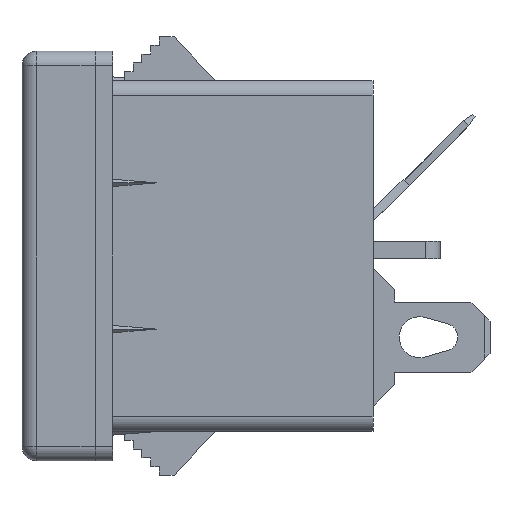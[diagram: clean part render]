
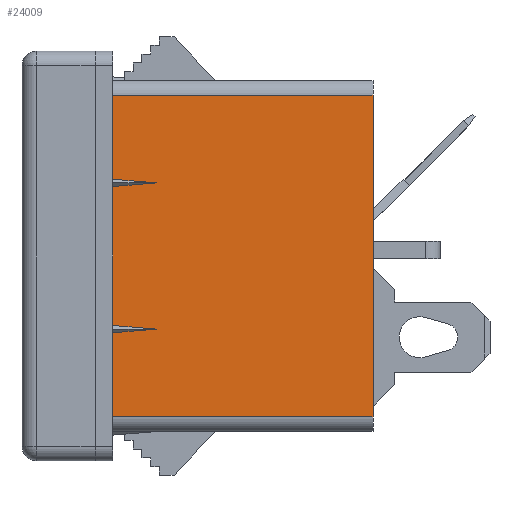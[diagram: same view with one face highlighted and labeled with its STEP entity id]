
A CAD part, left-side view. The second image highlights one B-rep face of the part: STEP entity #24009.
In plain terms, the highlighted planar face has unit normal (-1, 0, 0).
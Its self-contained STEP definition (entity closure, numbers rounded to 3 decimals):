
#135 = CARTESIAN_POINT ( 'NONE',  ( -12., 0., -5.25 ) ) ;
#521 = EDGE_CURVE ( 'NONE', #12589, #12879, #2759, .T. ) ;
#905 = CARTESIAN_POINT ( 'NONE',  ( -12., 0., 12. ) ) ;
#1304 = ORIENTED_EDGE ( 'NONE', *, *, #33444, .T. ) ;
#1366 = CARTESIAN_POINT ( 'NONE',  ( -12., -2., -4.917 ) ) ;
#1834 = EDGE_CURVE ( 'NONE', #24859, #15669, #8303, .T. ) ;
#2049 = CARTESIAN_POINT ( 'NONE',  ( -12., -3., -5. ) ) ;
#2582 = VECTOR ( 'NONE', #32190, 1000. ) ;
#2741 = B_SPLINE_CURVE_WITH_KNOTS ( 'NONE', 3,
 ( #29531, #32358, #15518, #35160 ),
 .UNSPECIFIED., .F., .F.,
 ( 4, 4 ),
 ( 0., 1. ),
 .UNSPECIFIED. ) ;
#2759 = B_SPLINE_CURVE_WITH_KNOTS ( 'NONE', 3,
 ( #2049, #7751, #4879, #18943 ),
 .UNSPECIFIED., .F., .F.,
 ( 4, 4 ),
 ( 0., 1. ),
 .UNSPECIFIED. ) ;
#4439 = CARTESIAN_POINT ( 'NONE',  ( -12., -17.8, -11. ) ) ;
#4879 = CARTESIAN_POINT ( 'NONE',  ( -12., -1., -5.167 ) ) ;
#5067 = EDGE_CURVE ( 'NONE', #24859, #25768, #17562, .T. ) ;
#5202 = EDGE_CURVE ( 'NONE', #25768, #12451, #7865, .T. ) ;
#5238 = LINE ( 'NONE', #28019, #20215 ) ;
#5389 = CARTESIAN_POINT ( 'NONE',  ( -12., 0., -4.75 ) ) ;
#5647 = B_SPLINE_CURVE_WITH_KNOTS ( 'NONE', 3,
 ( #29404, #9708, #1366, #21034 ),
 .UNSPECIFIED., .F., .F.,
 ( 4, 4 ),
 ( 0., 1. ),
 .UNSPECIFIED. ) ;
#6181 = ORIENTED_EDGE ( 'NONE', *, *, #5067, .T. ) ;
#6234 = CARTESIAN_POINT ( 'NONE',  ( -12., 0., 11. ) ) ;
#7193 = DIRECTION ( 'NONE',  ( 0., 0., -1. ) ) ;
#7751 = CARTESIAN_POINT ( 'NONE',  ( -12., -2., -5.083 ) ) ;
#7865 = LINE ( 'NONE', #18684, #21046 ) ;
#8303 = LINE ( 'NONE', #24141, #22406 ) ;
#9708 = CARTESIAN_POINT ( 'NONE',  ( -12., -1., -4.833 ) ) ;
#11167 = DIRECTION ( 'NONE',  ( 0., 0., -1. ) ) ;
#11579 = DIRECTION ( 'NONE',  ( 1., 0., 0. ) ) ;
#12451 = VERTEX_POINT ( 'NONE', #31048 ) ;
#12589 = VERTEX_POINT ( 'NONE', #15195 ) ;
#12835 = CARTESIAN_POINT ( 'NONE',  ( -12., -2., 5.083 ) ) ;
#12879 = VERTEX_POINT ( 'NONE', #135 ) ;
#14180 = PLANE ( 'NONE',  #27208 ) ;
#15195 = CARTESIAN_POINT ( 'NONE',  ( -12., -3., -5. ) ) ;
#15518 = CARTESIAN_POINT ( 'NONE',  ( -12., -1., 4.833 ) ) ;
#15554 = CARTESIAN_POINT ( 'NONE',  ( -12., 0., 5.25 ) ) ;
#15669 = VERTEX_POINT ( 'NONE', #4439 ) ;
#15808 = EDGE_LOOP ( 'NONE', ( #1304, #36118, #19193, #27467, #34766, #30743, #22839, #6181, #30963, #18017 ) ) ;
#17562 = LINE ( 'NONE', #29375, #2582 ) ;
#17800 = CARTESIAN_POINT ( 'NONE',  ( -12., -17.8, -11. ) ) ;
#17927 = EDGE_CURVE ( 'NONE', #31303, #12589, #5647, .T. ) ;
#18017 = ORIENTED_EDGE ( 'NONE', *, *, #24701, .T. ) ;
#18684 = CARTESIAN_POINT ( 'NONE',  ( -12., 0., 12. ) ) ;
#18943 = CARTESIAN_POINT ( 'NONE',  ( -12., 0., -5.25 ) ) ;
#19193 = ORIENTED_EDGE ( 'NONE', *, *, #17927, .T. ) ;
#20215 = VECTOR ( 'NONE', #11167, 1000. ) ;
#20508 = LINE ( 'NONE', #905, #34562 ) ;
#20602 = VECTOR ( 'NONE', #34620, 1000. ) ;
#20640 = VERTEX_POINT ( 'NONE', #22619 ) ;
#21034 = CARTESIAN_POINT ( 'NONE',  ( -12., -3., -5. ) ) ;
#21046 = VECTOR ( 'NONE', #32810, 1000. ) ;
#22406 = VECTOR ( 'NONE', #7193, 1000. ) ;
#22619 = CARTESIAN_POINT ( 'NONE',  ( -12., 0., 4.75 ) ) ;
#22839 = ORIENTED_EDGE ( 'NONE', *, *, #1834, .F. ) ;
#23243 = LINE ( 'NONE', #17800, #20602 ) ;
#24009 = ADVANCED_FACE ( 'NONE', ( #29971 ), #14180, .F. ) ;
#24141 = CARTESIAN_POINT ( 'NONE',  ( -12., -17.8, 12. ) ) ;
#24401 = EDGE_CURVE ( 'NONE', #20640, #31303, #5238, .T. ) ;
#24701 = EDGE_CURVE ( 'NONE', #12451, #30312, #29529, .T. ) ;
#24750 = CARTESIAN_POINT ( 'NONE',  ( -12., -17.8, 11. ) ) ;
#24859 = VERTEX_POINT ( 'NONE', #24750 ) ;
#25517 = VERTEX_POINT ( 'NONE', #33439 ) ;
#25768 = VERTEX_POINT ( 'NONE', #6234 ) ;
#25830 = EDGE_CURVE ( 'NONE', #25517, #15669, #23243, .T. ) ;
#26438 = EDGE_CURVE ( 'NONE', #12879, #25517, #20508, .T. ) ;
#26854 = CARTESIAN_POINT ( 'NONE',  ( -12., -1., 5.167 ) ) ;
#27208 = AXIS2_PLACEMENT_3D ( 'NONE', #28415, #11579, #31220 ) ;
#27467 = ORIENTED_EDGE ( 'NONE', *, *, #521, .T. ) ;
#28019 = CARTESIAN_POINT ( 'NONE',  ( -12., 0., 12. ) ) ;
#28415 = CARTESIAN_POINT ( 'NONE',  ( -12., -17.8, 12. ) ) ;
#29067 = DIRECTION ( 'NONE',  ( 0., 0., -1. ) ) ;
#29375 = CARTESIAN_POINT ( 'NONE',  ( -12., -17.8, 11. ) ) ;
#29404 = CARTESIAN_POINT ( 'NONE',  ( -12., 0., -4.75 ) ) ;
#29529 = B_SPLINE_CURVE_WITH_KNOTS ( 'NONE', 3,
 ( #15554, #26854, #12835, #32490 ),
 .UNSPECIFIED., .F., .F.,
 ( 4, 4 ),
 ( 0., 1. ),
 .UNSPECIFIED. ) ;
#29531 = CARTESIAN_POINT ( 'NONE',  ( -12., -3., 5. ) ) ;
#29971 = FACE_OUTER_BOUND ( 'NONE', #15808, .T. ) ;
#30312 = VERTEX_POINT ( 'NONE', #33513 ) ;
#30743 = ORIENTED_EDGE ( 'NONE', *, *, #25830, .T. ) ;
#30963 = ORIENTED_EDGE ( 'NONE', *, *, #5202, .T. ) ;
#31048 = CARTESIAN_POINT ( 'NONE',  ( -12., 0., 5.25 ) ) ;
#31220 = DIRECTION ( 'NONE',  ( 0., 0., -1. ) ) ;
#31303 = VERTEX_POINT ( 'NONE', #5389 ) ;
#32190 = DIRECTION ( 'NONE',  ( 0., 1., 0. ) ) ;
#32358 = CARTESIAN_POINT ( 'NONE',  ( -12., -2., 4.917 ) ) ;
#32490 = CARTESIAN_POINT ( 'NONE',  ( -12., -3., 5. ) ) ;
#32810 = DIRECTION ( 'NONE',  ( 0., 0., -1. ) ) ;
#33439 = CARTESIAN_POINT ( 'NONE',  ( -12., 0., -11. ) ) ;
#33444 = EDGE_CURVE ( 'NONE', #30312, #20640, #2741, .T. ) ;
#33513 = CARTESIAN_POINT ( 'NONE',  ( -12., -3., 5. ) ) ;
#34562 = VECTOR ( 'NONE', #29067, 1000. ) ;
#34620 = DIRECTION ( 'NONE',  ( 0., -1., 0. ) ) ;
#34766 = ORIENTED_EDGE ( 'NONE', *, *, #26438, .T. ) ;
#35160 = CARTESIAN_POINT ( 'NONE',  ( -12., 0., 4.75 ) ) ;
#36118 = ORIENTED_EDGE ( 'NONE', *, *, #24401, .T. ) ;
